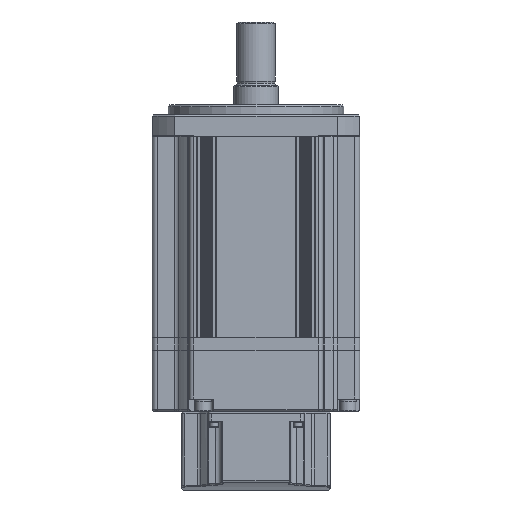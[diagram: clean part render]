
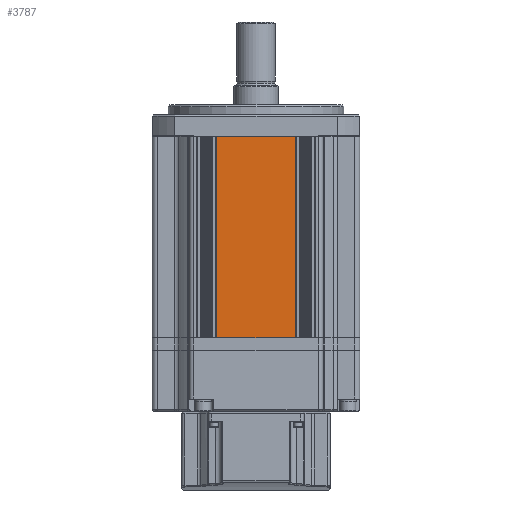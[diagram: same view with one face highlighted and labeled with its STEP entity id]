
A CAD part, front view. The second image highlights one B-rep face of the part: STEP entity #3787.
In plain terms, the highlighted planar face has unit normal (0, -1, 0).
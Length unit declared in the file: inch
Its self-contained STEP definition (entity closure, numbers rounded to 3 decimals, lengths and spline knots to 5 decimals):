
#2164 = CARTESIAN_POINT ( 'NONE',  ( -0.96457, -2.55906, -0.3937 ) ) ;
#3787 = ADVANCED_FACE ( 'NONE', ( #11000 ), #72725, .F. ) ;
#5116 = ORIENTED_EDGE ( 'NONE', *, *, #45251, .F. ) ;
#5240 = LINE ( 'NONE', #54480, #25607 ) ;
#11000 = FACE_OUTER_BOUND ( 'NONE', #25634, .T. ) ;
#13121 = VERTEX_POINT ( 'NONE', #16245 ) ;
#13524 = LINE ( 'NONE', #69248, #28085 ) ;
#14124 = VECTOR ( 'NONE', #77124, 39.37008 ) ;
#15347 = EDGE_CURVE ( 'NONE', #13121, #50902, #5240, .T. ) ;
#16245 = CARTESIAN_POINT ( 'NONE',  ( 0.96457, -2.55906, -0.3937 ) ) ;
#18071 = ORIENTED_EDGE ( 'NONE', *, *, #63617, .F. ) ;
#18398 = CARTESIAN_POINT ( 'NONE',  ( -0.96457, -2.55906, -0.3937 ) ) ;
#23202 = CARTESIAN_POINT ( 'NONE',  ( 0.96457, -2.55906, -0.3937 ) ) ;
#24267 = VECTOR ( 'NONE', #37897, 39.37008 ) ;
#24741 = ORIENTED_EDGE ( 'NONE', *, *, #15347, .F. ) ;
#25607 = VECTOR ( 'NONE', #73142, 39.37008 ) ;
#25634 = EDGE_LOOP ( 'NONE', ( #24741, #5116, #18071, #58263 ) ) ;
#26530 = CARTESIAN_POINT ( 'NONE',  ( -2.53937, -2.55906, -5.35433 ) ) ;
#28085 = VECTOR ( 'NONE', #39227, 39.37008 ) ;
#29827 = AXIS2_PLACEMENT_3D ( 'NONE', #23202, #48115, #47849 ) ;
#37897 = DIRECTION ( 'NONE',  ( -1., 0., 0. ) ) ;
#39227 = DIRECTION ( 'NONE',  ( 1., 0., 0. ) ) ;
#45251 = EDGE_CURVE ( 'NONE', #75350, #13121, #13524, .T. ) ;
#47849 = DIRECTION ( 'NONE',  ( 0., 0., 1. ) ) ;
#48115 = DIRECTION ( 'NONE',  ( 0., 1., 0. ) ) ;
#49439 = LINE ( 'NONE', #26530, #24267 ) ;
#49657 = CARTESIAN_POINT ( 'NONE',  ( -0.96457, -2.55906, -5.35433 ) ) ;
#50902 = VERTEX_POINT ( 'NONE', #56693 ) ;
#54480 = CARTESIAN_POINT ( 'NONE',  ( 0.96457, -2.55906, -0.3937 ) ) ;
#56693 = CARTESIAN_POINT ( 'NONE',  ( 0.96457, -2.55906, -5.35433 ) ) ;
#58263 = ORIENTED_EDGE ( 'NONE', *, *, #68195, .F. ) ;
#63617 = EDGE_CURVE ( 'NONE', #64289, #75350, #69334, .T. ) ;
#64289 = VERTEX_POINT ( 'NONE', #49657 ) ;
#68195 = EDGE_CURVE ( 'NONE', #50902, #64289, #49439, .T. ) ;
#69248 = CARTESIAN_POINT ( 'NONE',  ( -2.53937, -2.55906, -0.3937 ) ) ;
#69334 = LINE ( 'NONE', #2164, #14124 ) ;
#72725 = PLANE ( 'NONE',  #29827 ) ;
#73142 = DIRECTION ( 'NONE',  ( 0., 0., -1. ) ) ;
#75350 = VERTEX_POINT ( 'NONE', #18398 ) ;
#77124 = DIRECTION ( 'NONE',  ( 0., 0., 1. ) ) ;
